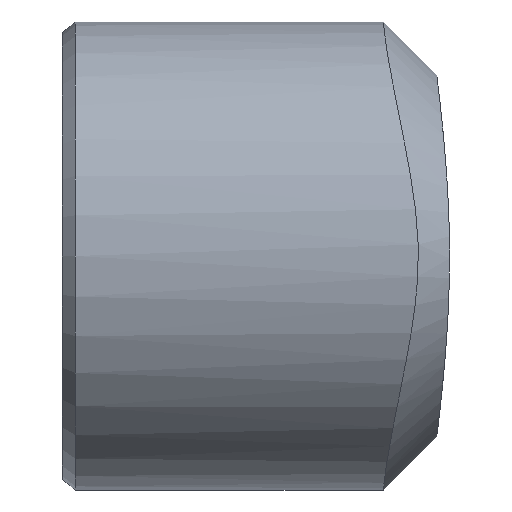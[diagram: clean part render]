
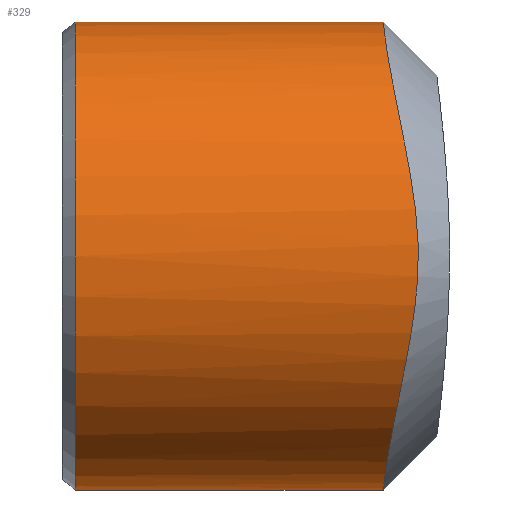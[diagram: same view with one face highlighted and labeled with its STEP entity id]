
A CAD part, left-side view. The second image highlights one B-rep face of the part: STEP entity #329.
In plain terms, the highlighted cylindrical face has radius 15.875 mm (diameter 31.75 mm), a partial arc.
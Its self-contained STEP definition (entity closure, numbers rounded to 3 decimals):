
#125 = CARTESIAN_POINT ( 'NONE',  ( -15.749, 1.332, -2.061 ) ) ;
#155 = CARTESIAN_POINT ( 'NONE',  ( -4.127, 3.576, 15.338 ) ) ;
#165 = CARTESIAN_POINT ( 'NONE',  ( -6.589, 3.458, -14.452 ) ) ;
#183 = CARTESIAN_POINT ( 'NONE',  ( -12.633, 2.582, 9.67 ) ) ;
#219 = CARTESIAN_POINT ( 'NONE',  ( -11.972, 2.736, -10.438 ) ) ;
#329 = ADVANCED_FACE ( 'NONE', ( #4492 ), #4055, .T. ) ;
#389 = LINE ( 'NONE', #3302, #1709 ) ;
#576 = CARTESIAN_POINT ( 'NONE',  ( -13.79, 2.236, -7.932 ) ) ;
#617 = VERTEX_POINT ( 'NONE', #5366 ) ;
#654 = CARTESIAN_POINT ( 'NONE',  ( -15.034, 1.724, 5.125 ) ) ;
#778 = AXIS2_PLACEMENT_3D ( 'NONE', #1853, #3544, #3019 ) ;
#898 = ORIENTED_EDGE ( 'NONE', *, *, #1006, .F. ) ;
#965 = CARTESIAN_POINT ( 'NONE',  ( -2.604, 3.611, -15.669 ) ) ;
#977 = B_SPLINE_CURVE_WITH_KNOTS ( 'NONE', 3,
 ( #3122, #3205, #2760, #5275, #155, #3571, #3931, #4375, #4427, #5302, #2325, #5248, #1487, #1092, #183, #1431, #1459, #3150, #3178, #4455, #654, #4849, #4046, #1515, #4903, #2786, #4480, #125, #1822, #3513, #4793, #5222, #576, #2270, #3959, #219, #2692, #2252, #4384, #3077, #3553, #3970, #165, #2309, #1442, #965, #3133, #4776, #1832, #5285 ),
 .UNSPECIFIED., .F., .F.,
 ( 4, 2, 2, 2, 2, 2, 2, 2, 2, 2, 2, 2, 2, 2, 2, 2, 2, 2, 2, 2, 2, 2, 2, 2, 4 ),
 ( 0., 0.003, 0.005, 0.006, 0.009, 0.011, 0.012, 0.016, 0.017, 0.019, 0.02, 0.022, 0.025, 0.027, 0.028, 0.031, 0.034, 0.036, 0.037, 0.041, 0.042, 0.044, 0.047, 0.048, 0.05 ),
 .UNSPECIFIED. ) ;
#1006 = EDGE_CURVE ( 'NONE', #1228, #2923, #389, .T. ) ;
#1013 = CARTESIAN_POINT ( 'NONE',  ( 0., 24.524, 15.875 ) ) ;
#1092 = CARTESIAN_POINT ( 'NONE',  ( -11.981, 2.743, 10.466 ) ) ;
#1228 = VERTEX_POINT ( 'NONE', #3973 ) ;
#1431 = CARTESIAN_POINT ( 'NONE',  ( -13.497, 2.324, 8.374 ) ) ;
#1442 = CARTESIAN_POINT ( 'NONE',  ( -4.152, 3.579, -15.359 ) ) ;
#1459 = CARTESIAN_POINT ( 'NONE',  ( -13.763, 2.236, 7.929 ) ) ;
#1487 = CARTESIAN_POINT ( 'NONE',  ( -10.889, 2.956, 11.563 ) ) ;
#1515 = CARTESIAN_POINT ( 'NONE',  ( -15.77, 1.324, 2.095 ) ) ;
#1553 = DIRECTION ( 'NONE',  ( 0., 1., 0. ) ) ;
#1709 = VECTOR ( 'NONE', #4579, 1000. ) ;
#1760 = VERTEX_POINT ( 'NONE', #1013 ) ;
#1783 = CARTESIAN_POINT ( 'NONE',  ( 0., -2.381, 15.875 ) ) ;
#1822 = CARTESIAN_POINT ( 'NONE',  ( -15.673, 1.381, -2.58 ) ) ;
#1832 = CARTESIAN_POINT ( 'NONE',  ( -0.521, 3.629, -15.875 ) ) ;
#1853 = CARTESIAN_POINT ( 'NONE',  ( 0., 24.524, 0. ) ) ;
#1863 = DIRECTION ( 'NONE',  ( 0., 1., 0. ) ) ;
#1892 = ORIENTED_EDGE ( 'NONE', *, *, #2053, .F. ) ;
#1941 = CARTESIAN_POINT ( 'NONE',  ( 0., -2.381, 0. ) ) ;
#2053 = EDGE_CURVE ( 'NONE', #617, #1228, #977, .T. ) ;
#2252 = CARTESIAN_POINT ( 'NONE',  ( -10.525, 3.028, -11.929 ) ) ;
#2270 = CARTESIAN_POINT ( 'NONE',  ( -12.935, 2.492, -9.218 ) ) ;
#2309 = CARTESIAN_POINT ( 'NONE',  ( -5.148, 3.543, -15.053 ) ) ;
#2325 = CARTESIAN_POINT ( 'NONE',  ( -9.701, 3.146, 12.577 ) ) ;
#2587 = LINE ( 'NONE', #1783, #4151 ) ;
#2637 = CIRCLE ( 'NONE', #778, 15.875 ) ;
#2692 = CARTESIAN_POINT ( 'NONE',  ( -11.621, 2.813, -10.827 ) ) ;
#2760 = CARTESIAN_POINT ( 'NONE',  ( -2.092, 3.622, 15.771 ) ) ;
#2786 = CARTESIAN_POINT ( 'NONE',  ( -15.876, 1.247, -0.491 ) ) ;
#2898 = CARTESIAN_POINT ( 'NONE',  ( 0., 24.524, -15.875 ) ) ;
#2923 = VERTEX_POINT ( 'NONE', #2898 ) ;
#3019 = DIRECTION ( 'NONE',  ( 0., 0., -1. ) ) ;
#3077 = CARTESIAN_POINT ( 'NONE',  ( -8.435, 3.301, -13.458 ) ) ;
#3122 = CARTESIAN_POINT ( 'NONE',  ( 0., 3.629, 15.875 ) ) ;
#3133 = CARTESIAN_POINT ( 'NONE',  ( -2.082, 3.618, -15.747 ) ) ;
#3150 = CARTESIAN_POINT ( 'NONE',  ( -14.247, 2.061, 7.021 ) ) ;
#3178 = CARTESIAN_POINT ( 'NONE',  ( -14.467, 1.974, 6.557 ) ) ;
#3205 = CARTESIAN_POINT ( 'NONE',  ( -1.055, 3.629, 15.875 ) ) ;
#3302 = CARTESIAN_POINT ( 'NONE',  ( 0., -2.381, -15.875 ) ) ;
#3479 = ORIENTED_EDGE ( 'NONE', *, *, #5177, .T. ) ;
#3513 = CARTESIAN_POINT ( 'NONE',  ( -15.369, 1.557, -4.109 ) ) ;
#3544 = DIRECTION ( 'NONE',  ( 0., -1., 0. ) ) ;
#3553 = CARTESIAN_POINT ( 'NONE',  ( -7.985, 3.346, -13.731 ) ) ;
#3571 = CARTESIAN_POINT ( 'NONE',  ( -5.13, 3.538, 15.032 ) ) ;
#3816 = ORIENTED_EDGE ( 'NONE', *, *, #3958, .T. ) ;
#3896 = EDGE_LOOP ( 'NONE', ( #898, #1892, #3816, #3479 ) ) ;
#3931 = CARTESIAN_POINT ( 'NONE',  ( -5.628, 3.515, 14.853 ) ) ;
#3958 = EDGE_CURVE ( 'NONE', #617, #1760, #2587, .T. ) ;
#3959 = CARTESIAN_POINT ( 'NONE',  ( -12.629, 2.575, -9.633 ) ) ;
#3970 = CARTESIAN_POINT ( 'NONE',  ( -7.06, 3.425, -14.228 ) ) ;
#3973 = CARTESIAN_POINT ( 'NONE',  ( 0., 3.629, -15.875 ) ) ;
#4046 = CARTESIAN_POINT ( 'NONE',  ( -15.464, 1.502, 3.625 ) ) ;
#4055 = CYLINDRICAL_SURFACE ( 'NONE', #5345, 15.875 ) ;
#4151 = VECTOR ( 'NONE', #1863, 1000. ) ;
#4375 = CARTESIAN_POINT ( 'NONE',  ( -7.073, 3.43, 14.25 ) ) ;
#4384 = CARTESIAN_POINT ( 'NONE',  ( -9.729, 3.15, -12.587 ) ) ;
#4427 = CARTESIAN_POINT ( 'NONE',  ( -7.986, 3.353, 13.759 ) ) ;
#4455 = CARTESIAN_POINT ( 'NONE',  ( -14.86, 1.805, 5.609 ) ) ;
#4480 = CARTESIAN_POINT ( 'NONE',  ( -15.851, 1.265, -1.013 ) ) ;
#4492 = FACE_OUTER_BOUND ( 'NONE', #3896, .T. ) ;
#4579 = DIRECTION ( 'NONE',  ( 0., 1., 0. ) ) ;
#4776 = CARTESIAN_POINT ( 'NONE',  ( -1.041, 3.627, -15.849 ) ) ;
#4793 = CARTESIAN_POINT ( 'NONE',  ( -15.07, 1.715, -5.098 ) ) ;
#4849 = CARTESIAN_POINT ( 'NONE',  ( -15.336, 1.572, 4.135 ) ) ;
#4862 = DIRECTION ( 'NONE',  ( 0., 0., 1. ) ) ;
#4903 = CARTESIAN_POINT ( 'NONE',  ( -15.873, 1.249, 1.067 ) ) ;
#5177 = EDGE_CURVE ( 'NONE', #1760, #2923, #2637, .T. ) ;
#5222 = CARTESIAN_POINT ( 'NONE',  ( -14.275, 2.056, -7.023 ) ) ;
#5248 = CARTESIAN_POINT ( 'NONE',  ( -10.506, 3.023, 11.912 ) ) ;
#5275 = CARTESIAN_POINT ( 'NONE',  ( -3.622, 3.59, 15.465 ) ) ;
#5285 = CARTESIAN_POINT ( 'NONE',  ( 0., 3.629, -15.875 ) ) ;
#5302 = CARTESIAN_POINT ( 'NONE',  ( -9.28, 3.203, 12.89 ) ) ;
#5345 = AXIS2_PLACEMENT_3D ( 'NONE', #1941, #1553, #4862 ) ;
#5366 = CARTESIAN_POINT ( 'NONE',  ( 0., 3.629, 15.875 ) ) ;
